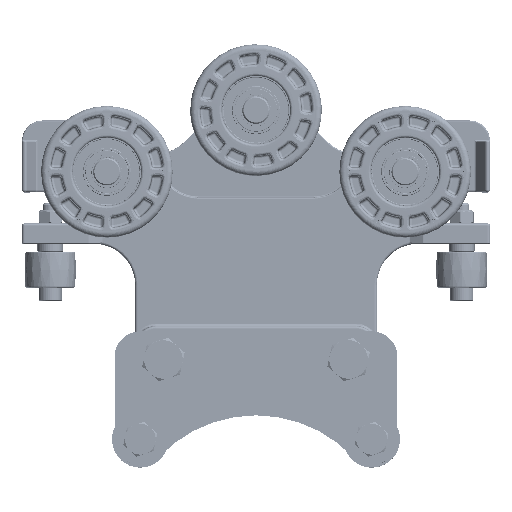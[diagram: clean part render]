
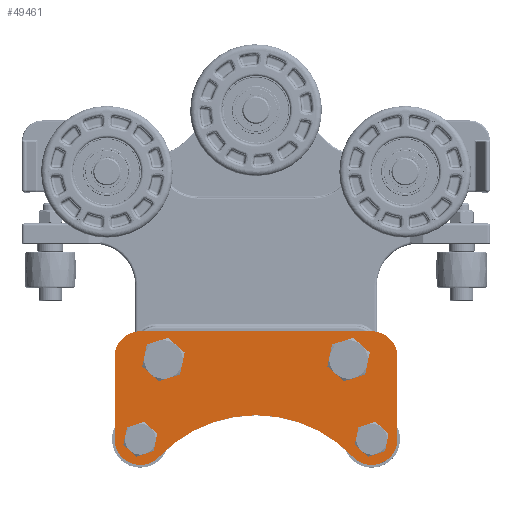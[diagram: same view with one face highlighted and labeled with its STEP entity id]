
A CAD part, top view. The second image highlights one B-rep face of the part: STEP entity #49461.
In plain terms, the highlighted face is planar.
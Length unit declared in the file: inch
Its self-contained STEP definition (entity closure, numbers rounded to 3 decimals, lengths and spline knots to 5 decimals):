
#49041=CARTESIAN_POINT('',(0.0,-0.72475,0.43682));
#49042=VERTEX_POINT('',#49041);
#49043=CARTESIAN_POINT('',(0.0,-0.72475,0.09307));
#49044=DIRECTION('',(1.0,0.0,0.0));
#49045=DIRECTION('',(0.0,0.0,-1.0));
#49046=AXIS2_PLACEMENT_3D('',#49043,#49044,#49045);
#49047=CIRCLE('',#49046,0.34375);
#49048=EDGE_CURVE('',#49042,#49042,#49047,.T.);
#49069=CARTESIAN_POINT('',(0.0,-5.22475,0.43682));
#49070=VERTEX_POINT('',#49069);
#49071=CARTESIAN_POINT('',(0.0,-5.22475,0.09307));
#49072=DIRECTION('',(1.0,0.0,0.0));
#49073=DIRECTION('',(0.0,0.0,-1.0));
#49074=AXIS2_PLACEMENT_3D('',#49071,#49072,#49073);
#49075=CIRCLE('',#49074,0.34375);
#49076=EDGE_CURVE('',#49070,#49070,#49075,.T.);
#49097=CARTESIAN_POINT('',(0.0,-0.16225,-1.53193));
#49098=VERTEX_POINT('',#49097);
#49099=CARTESIAN_POINT('',(0.0,-0.16225,-1.84443));
#49100=DIRECTION('',(1.0,0.0,0.0));
#49101=DIRECTION('',(0.0,0.0,-1.0));
#49102=AXIS2_PLACEMENT_3D('',#49099,#49100,#49101);
#49103=CIRCLE('',#49102,0.3125);
#49104=EDGE_CURVE('',#49098,#49098,#49103,.T.);
#49125=CARTESIAN_POINT('',(0.0,-5.78725,-1.53193));
#49126=VERTEX_POINT('',#49125);
#49127=CARTESIAN_POINT('',(0.0,-5.78725,-1.84443));
#49128=DIRECTION('',(1.0,0.0,0.0));
#49129=DIRECTION('',(0.0,0.0,-1.0));
#49130=AXIS2_PLACEMENT_3D('',#49127,#49128,#49129);
#49131=CIRCLE('',#49130,0.3125);
#49132=EDGE_CURVE('',#49126,#49126,#49131,.T.);
#49164=CARTESIAN_POINT('',(0.0,-5.78725,0.78057));
#49165=VERTEX_POINT('',#49164);
#49172=CARTESIAN_POINT('',(0.0,-6.41225,0.15557));
#49173=VERTEX_POINT('',#49172);
#49174=CARTESIAN_POINT('',(0.0,-5.78725,0.15557));
#49175=DIRECTION('',(-1.0,0.0,0.0));
#49176=DIRECTION('',(0.0,0.0,-1.0));
#49177=AXIS2_PLACEMENT_3D('',#49174,#49175,#49176);
#49178=CIRCLE('',#49177,0.625);
#49179=EDGE_CURVE('',#49173,#49165,#49178,.T.);
#49203=CARTESIAN_POINT('',(0.0,-0.16225,0.78057));
#49204=VERTEX_POINT('',#49203);
#49211=CARTESIAN_POINT('',(0.0,-5.78725,0.78057));
#49212=DIRECTION('',(0.0,1.0,0.0));
#49213=VECTOR('',#49212,5.625);
#49214=LINE('',#49211,#49213);
#49215=EDGE_CURVE('',#49165,#49204,#49214,.T.);
#49235=CARTESIAN_POINT('',(0.0,0.46275,0.15557));
#49236=VERTEX_POINT('',#49235);
#49243=CARTESIAN_POINT('',(0.0,-0.16225,0.15557));
#49244=DIRECTION('',(-1.0,0.0,0.0));
#49245=DIRECTION('',(0.0,-1.0,0.0));
#49246=AXIS2_PLACEMENT_3D('',#49243,#49244,#49245);
#49247=CIRCLE('',#49246,0.625);
#49248=EDGE_CURVE('',#49204,#49236,#49247,.T.);
#49267=CARTESIAN_POINT('',(0.0,0.46275,-1.84443));
#49268=VERTEX_POINT('',#49267);
#49275=CARTESIAN_POINT('',(0.0,0.46275,0.15557));
#49276=DIRECTION('',(0.0,0.0,-1.0));
#49277=VECTOR('',#49276,2.);
#49278=LINE('',#49275,#49277);
#49279=EDGE_CURVE('',#49236,#49268,#49278,.T.);
#49299=CARTESIAN_POINT('',(0.0,-0.61588,-2.27437));
#49300=VERTEX_POINT('',#49299);
#49307=CARTESIAN_POINT('',(0.0,-0.16225,-1.84443));
#49308=DIRECTION('',(-1.,0.0,0.0));
#49309=DIRECTION('',(0.0,0.726,0.688));
#49310=AXIS2_PLACEMENT_3D('',#49307,#49308,#49309);
#49311=CIRCLE('',#49310,0.625);
#49312=EDGE_CURVE('',#49268,#49300,#49311,.T.);
#49332=CARTESIAN_POINT('',(0.0,-5.33362,-2.27437));
#49333=VERTEX_POINT('',#49332);
#49340=CARTESIAN_POINT('',(0.0,-2.97475,-4.51004));
#49341=DIRECTION('',(1.0,0.0,0.0));
#49342=DIRECTION('',(0.0,0.726,0.688));
#49343=AXIS2_PLACEMENT_3D('',#49340,#49341,#49342);
#49344=CIRCLE('',#49343,3.25);
#49345=EDGE_CURVE('',#49300,#49333,#49344,.T.);
#49365=CARTESIAN_POINT('',(0.0,-6.41225,-1.84443));
#49366=VERTEX_POINT('',#49365);
#49373=CARTESIAN_POINT('',(0.0,-5.78725,-1.84443));
#49374=DIRECTION('',(-1.0,0.0,0.0));
#49375=DIRECTION('',(0.0,1.0,0.0));
#49376=AXIS2_PLACEMENT_3D('',#49373,#49374,#49375);
#49377=CIRCLE('',#49376,0.625);
#49378=EDGE_CURVE('',#49333,#49366,#49377,.T.);
#49396=CARTESIAN_POINT('',(0.0,-6.41225,-1.84443));
#49397=DIRECTION('',(0.0,0.0,1.0));
#49398=VECTOR('',#49397,2.0);
#49399=LINE('',#49396,#49398);
#49400=EDGE_CURVE('',#49366,#49173,#49399,.T.);
#49434=CARTESIAN_POINT('',(0.0,-2.97475,-0.68114));
#49435=DIRECTION('',(1.0,0.0,0.0));
#49436=DIRECTION('',(0.0,0.0,-1.0));
#49437=AXIS2_PLACEMENT_3D('',#49434,#49435,#49436);
#49438=PLANE('',#49437);
#49439=ORIENTED_EDGE('',*,*,#49400,.T.);
#49440=ORIENTED_EDGE('',*,*,#49179,.T.);
#49441=ORIENTED_EDGE('',*,*,#49215,.T.);
#49442=ORIENTED_EDGE('',*,*,#49248,.T.);
#49443=ORIENTED_EDGE('',*,*,#49279,.T.);
#49444=ORIENTED_EDGE('',*,*,#49312,.T.);
#49445=ORIENTED_EDGE('',*,*,#49345,.T.);
#49446=ORIENTED_EDGE('',*,*,#49378,.T.);
#49447=EDGE_LOOP('',(#49439,#49440,#49441,#49442,#49443,#49444,#49445,#49446));
#49448=FACE_OUTER_BOUND('',#49447,.T.);
#49449=ORIENTED_EDGE('',*,*,#49048,.T.);
#49450=EDGE_LOOP('',(#49449));
#49451=FACE_BOUND('',#49450,.T.);
#49452=ORIENTED_EDGE('',*,*,#49076,.T.);
#49453=EDGE_LOOP('',(#49452));
#49454=FACE_BOUND('',#49453,.T.);
#49455=ORIENTED_EDGE('',*,*,#49104,.T.);
#49456=EDGE_LOOP('',(#49455));
#49457=FACE_BOUND('',#49456,.T.);
#49458=ORIENTED_EDGE('',*,*,#49132,.T.);
#49459=EDGE_LOOP('',(#49458));
#49460=FACE_BOUND('',#49459,.T.);
#49461=ADVANCED_FACE('',(#49448,#49451,#49454,#49457,#49460),#49438,.F.);
